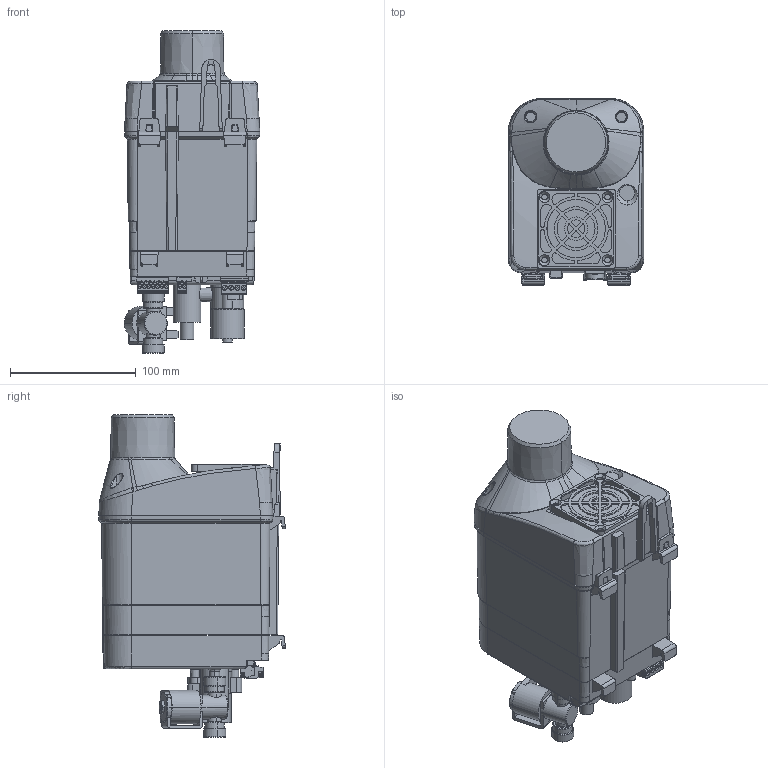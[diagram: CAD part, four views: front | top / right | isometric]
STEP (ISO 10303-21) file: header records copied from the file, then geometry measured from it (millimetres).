
FILE_DESCRIPTION((''),'2;1');
FILE_NAME('COVER_4_VENT_ARRETR','2022-02-23T',('mcortina'),(''),'CREO PARAMETRIC BY PTC INC, 2016050','CREO PARAMETRIC BY PTC INC, 2016050','');
FILE_SCHEMA(('AUTOMOTIVE_DESIGN { 1 0 10303 214 1 1 1 1 }'));
Products named in the file (1): COVER_4_VENT_ARRETR
Bounding box: 107.56 x 148.14 x 256.4 mm (x, y, z)
Volume: 2231070.7 mm3; surface area: 198454.8 mm2
Topology: 4 solids, 14 shells, 2316 faces, 7225 edges, 5882 vertices
Faces by surface type: plane 1447, cylinder 624, bspline 126, cone 60, torus 55, sphere 4
Entity records: 91685 total; most frequent: CARTESIAN_POINT 29522, ORIENTED_EDGE 12662, DIRECTION 11502, EDGE_CURVE 6331, VECTOR 4356, LINE 4356, VERTEX_POINT 4115, AXIS2_PLACEMENT_3D 3573
